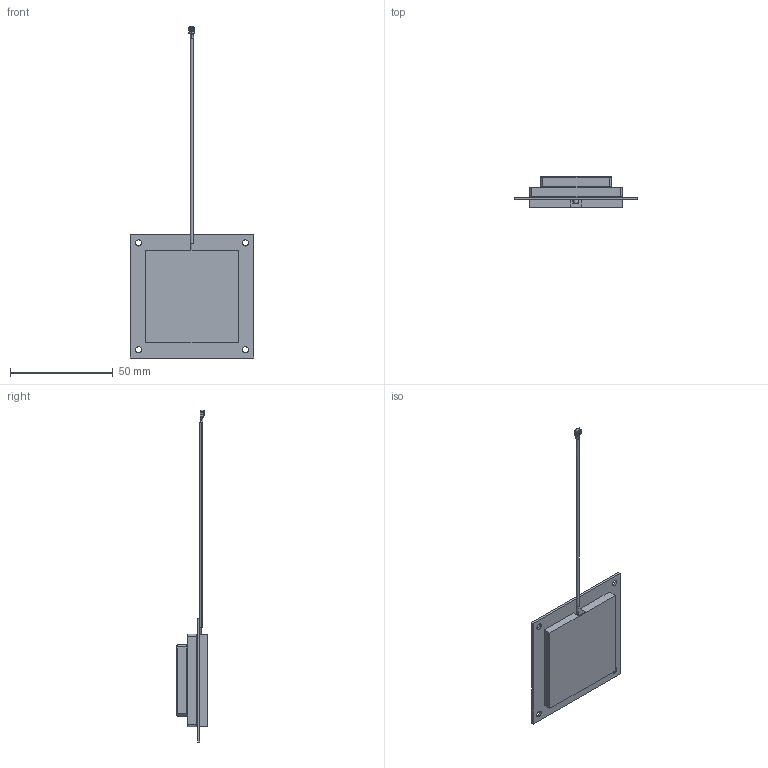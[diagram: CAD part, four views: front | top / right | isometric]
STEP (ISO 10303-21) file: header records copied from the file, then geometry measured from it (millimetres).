
FILE_DESCRIPTION (( 'STEP AP214' ), '1' );
FILE_NAME ('AHP24510.07.0100C_Web.STEP', '2024-04-30T04:47:59', ( '' ), ( '' ), 'SwSTEP 2.0', 'SolidWorks 2022', '' );
FILE_SCHEMA (( 'AUTOMOTIVE_DESIGN' ));
Length unit declared in the file: millimetre
Products named in the file (1): AHP24510.07.0100C_Web
Bounding box: 60 x 15.45 x 161.57 mm (x, y, z)
Surface area: 15416.5 mm2 (no closed solid volume)
Topology: 0 solids, 29 shells, 192 faces, 1324 edges, 1008 vertices
Faces by surface type: plane 130, cylinder 50, torus 8, bspline 4
Entity records: 15781 total; most frequent: CARTESIAN_POINT 4271, DIRECTION 1737, ORIENTED_EDGE 1725, EDGE_CURVE 1324, VERTEX_POINT 1008, VECTOR 961, LINE 961, AXIS2_PLACEMENT_3D 388
